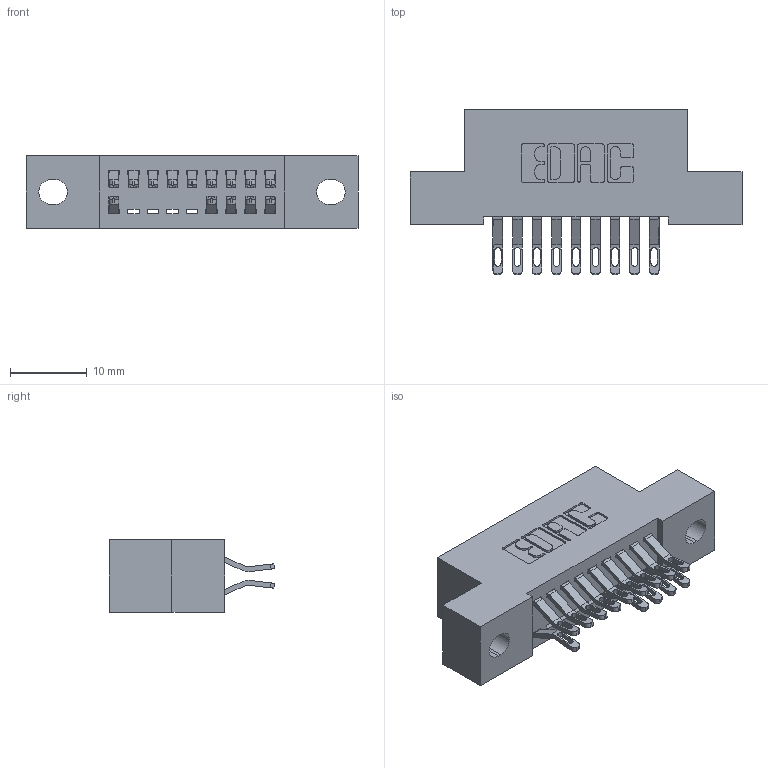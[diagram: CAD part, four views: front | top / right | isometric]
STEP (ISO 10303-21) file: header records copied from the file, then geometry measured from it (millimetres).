
FILE_DESCRIPTION (( 'STEP AP203' ), '1' );
FILE_NAME ('392-018-555-202.STEP', '2018-08-15T04:36:13', ( '' ), ( '' ), 'SwSTEP 2.0', 'SolidWorks 2016', '' );
FILE_SCHEMA (( 'CONFIG_CONTROL_DESIGN' ));
Length unit declared in the file: inch
Products named in the file (3): 342 Part_.128 Slot; 345-292-001_555 Tail; 392-018-555-202
Assembly tree (15 placements, depth 2):
  392-018-555-202
    342 Part_.128 Slot
    345-292-001_555 Tail  x14
Bounding box: 43.18 x 21.47 x 9.4 mm (x, y, z)
Volume: 3674.3 mm3; surface area: 4863.7 mm2
Topology: 15 solids, 15 shells, 950 faces, 2957 edges, 1970 vertices
Faces by surface type: plane 570, cylinder 380
Entity records: 10259 total; most frequent: CARTESIAN_POINT 1792, ORIENTED_EDGE 1702, DIRECTION 1555, EDGE_CURVE 851, VECTOR 703, LINE 703, VERTEX_POINT 566, AXIS2_PLACEMENT_3D 426
